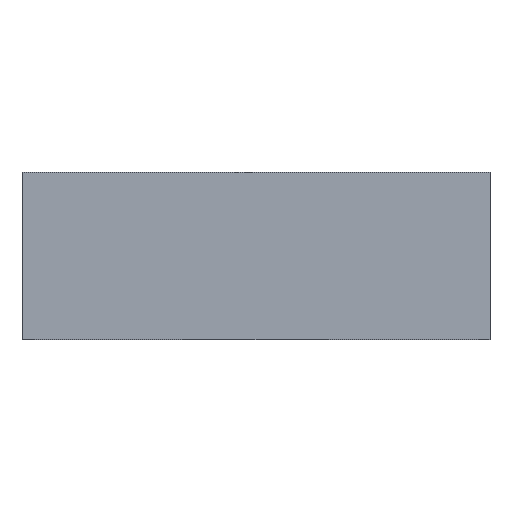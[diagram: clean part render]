
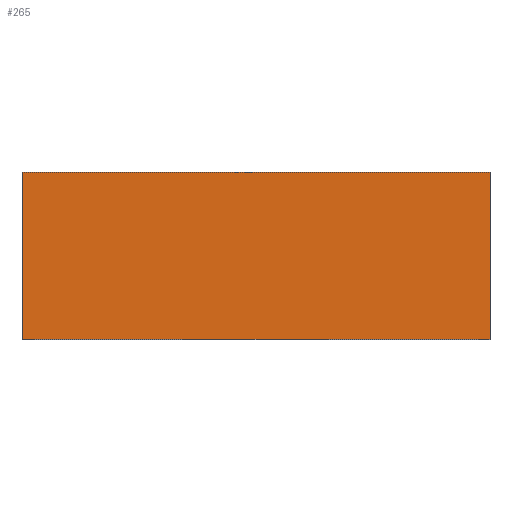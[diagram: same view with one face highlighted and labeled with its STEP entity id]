
A CAD part, top view. The second image highlights one B-rep face of the part: STEP entity #265.
In plain terms, the highlighted planar face has unit normal (0, 0, 1).
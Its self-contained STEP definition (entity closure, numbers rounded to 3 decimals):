
#110 = DIRECTION ( 'NONE',  ( -1., 0., 0. ) ) ;
#189 = ORIENTED_EDGE ( 'NONE', *, *, #690, .F. ) ;
#192 = ORIENTED_EDGE ( 'NONE', *, *, #681, .T. ) ;
#228 = ORIENTED_EDGE ( 'NONE', *, *, #691, .F. ) ;
#239 = ORIENTED_EDGE ( 'NONE', *, *, #655, .T. ) ;
#265 = ADVANCED_FACE ( 'NONE', ( #1023 ), #408, .F. ) ;
#304 = CARTESIAN_POINT ( 'NONE',  ( -1.05, 0.75, 1. ) ) ;
#401 = DIRECTION ( 'NONE',  ( 0., 0., -1. ) ) ;
#408 = PLANE ( 'NONE',  #613 ) ;
#538 = DIRECTION ( 'NONE',  ( 0., -1., 0. ) ) ;
#539 = CARTESIAN_POINT ( 'NONE',  ( -1.05, 0.75, 1. ) ) ;
#613 = AXIS2_PLACEMENT_3D ( 'NONE', #304, #401, #110 ) ;
#655 = EDGE_CURVE ( 'NONE', #708, #730, #1124, .T. ) ;
#681 = EDGE_CURVE ( 'NONE', #730, #824, #1159, .T. ) ;
#690 = EDGE_CURVE ( 'NONE', #793, #824, #1167, .T. ) ;
#691 = EDGE_CURVE ( 'NONE', #708, #793, #1196, .T. ) ;
#708 = VERTEX_POINT ( 'NONE', #1308 ) ;
#730 = VERTEX_POINT ( 'NONE', #1345 ) ;
#793 = VERTEX_POINT ( 'NONE', #1362 ) ;
#824 = VERTEX_POINT ( 'NONE', #1391 ) ;
#881 = EDGE_LOOP ( 'NONE', ( #192, #189, #228, #239 ) ) ;
#1023 = FACE_OUTER_BOUND ( 'NONE', #881, .T. ) ;
#1124 = LINE ( 'NONE', #539, #1125 ) ;
#1125 = VECTOR ( 'NONE', #538, 1000. ) ;
#1159 = LINE ( 'NONE', #1282, #1176 ) ;
#1167 = LINE ( 'NONE', #1304, #1194 ) ;
#1176 = VECTOR ( 'NONE', #1293, 1000. ) ;
#1194 = VECTOR ( 'NONE', #1312, 1000. ) ;
#1196 = LINE ( 'NONE', #1313, #1197 ) ;
#1197 = VECTOR ( 'NONE', #1314, 1000. ) ;
#1282 = CARTESIAN_POINT ( 'NONE',  ( -1.05, 0., 1. ) ) ;
#1293 = DIRECTION ( 'NONE',  ( 1., 0., 0. ) ) ;
#1304 = CARTESIAN_POINT ( 'NONE',  ( 1.05, 0.75, 1. ) ) ;
#1308 = CARTESIAN_POINT ( 'NONE',  ( -1.05, 0.75, 1. ) ) ;
#1312 = DIRECTION ( 'NONE',  ( 0., -1., 0. ) ) ;
#1313 = CARTESIAN_POINT ( 'NONE',  ( -1.05, 0.75, 1. ) ) ;
#1314 = DIRECTION ( 'NONE',  ( 1., 0., 0. ) ) ;
#1345 = CARTESIAN_POINT ( 'NONE',  ( -1.05, 0., 1. ) ) ;
#1362 = CARTESIAN_POINT ( 'NONE',  ( 1.05, 0.75, 1. ) ) ;
#1391 = CARTESIAN_POINT ( 'NONE',  ( 1.05, 0., 1. ) ) ;
